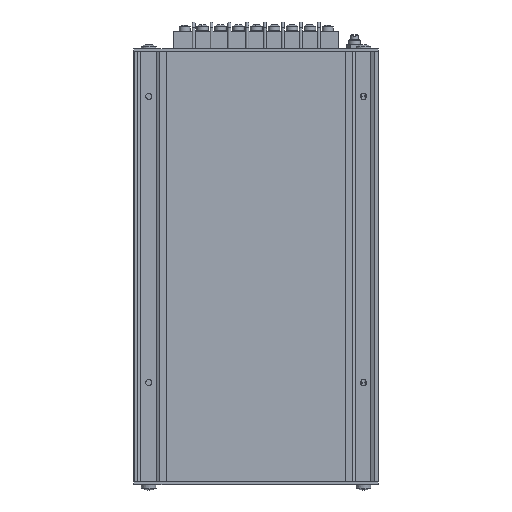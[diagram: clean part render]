
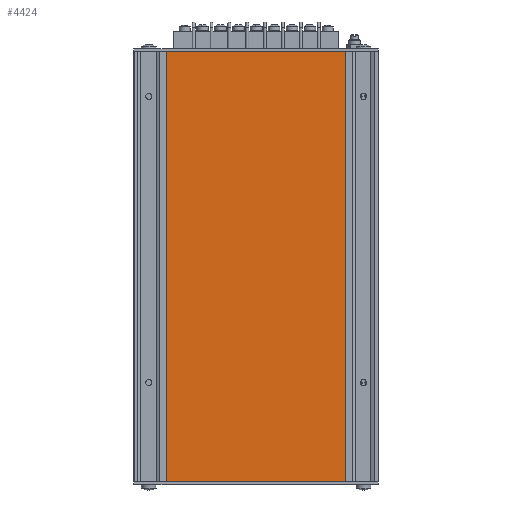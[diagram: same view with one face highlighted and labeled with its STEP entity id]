
A CAD part, front view. The second image highlights one B-rep face of the part: STEP entity #4424.
In plain terms, the highlighted face is planar.
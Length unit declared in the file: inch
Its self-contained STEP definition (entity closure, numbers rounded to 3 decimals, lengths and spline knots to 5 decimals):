
#4294=CARTESIAN_POINT('',(3.875,0.0,-0.032));
#4295=VERTEX_POINT('',#4294);
#4296=CARTESIAN_POINT('',(3.875,9.0,-0.032));
#4297=VERTEX_POINT('',#4296);
#4298=CARTESIAN_POINT('',(3.875,0.0,-0.032));
#4299=DIRECTION('',(0.0,1.0,0.0));
#4300=VECTOR('',#4299,9.0);
#4301=LINE('',#4298,#4300);
#4302=EDGE_CURVE('',#4295,#4297,#4301,.T.);
#4334=CARTESIAN_POINT('',(0.,9.,-0.032));
#4335=VERTEX_POINT('',#4334);
#4336=CARTESIAN_POINT('',(3.875,9.0,-0.032));
#4337=DIRECTION('',(-1.0,0.0,0.0));
#4338=VECTOR('',#4337,3.875);
#4339=LINE('',#4336,#4338);
#4340=EDGE_CURVE('',#4297,#4335,#4339,.T.);
#4365=CARTESIAN_POINT('',(0.0,0.0,-0.032));
#4366=VERTEX_POINT('',#4365);
#4367=CARTESIAN_POINT('',(0.,9.,-0.032));
#4368=DIRECTION('',(0.0,-1.0,0.0));
#4369=VECTOR('',#4368,9.);
#4370=LINE('',#4367,#4369);
#4371=EDGE_CURVE('',#4335,#4366,#4370,.T.);
#4396=CARTESIAN_POINT('',(0.0,0.0,-0.032));
#4397=DIRECTION('',(1.0,0.0,0.0));
#4398=VECTOR('',#4397,3.875);
#4399=LINE('',#4396,#4398);
#4400=EDGE_CURVE('',#4366,#4295,#4399,.T.);
#4413=CARTESIAN_POINT('',(1.9375,4.5,-0.032));
#4414=DIRECTION('',(0.0,0.0,1.0));
#4415=DIRECTION('',(1.0,0.0,0.0));
#4416=AXIS2_PLACEMENT_3D('',#4413,#4414,#4415);
#4417=PLANE('',#4416);
#4418=ORIENTED_EDGE('',*,*,#4302,.F.);
#4419=ORIENTED_EDGE('',*,*,#4400,.F.);
#4420=ORIENTED_EDGE('',*,*,#4371,.F.);
#4421=ORIENTED_EDGE('',*,*,#4340,.F.);
#4422=EDGE_LOOP('',(#4418,#4419,#4420,#4421));
#4423=FACE_OUTER_BOUND('',#4422,.T.);
#4424=ADVANCED_FACE('',(#4423),#4417,.F.);
